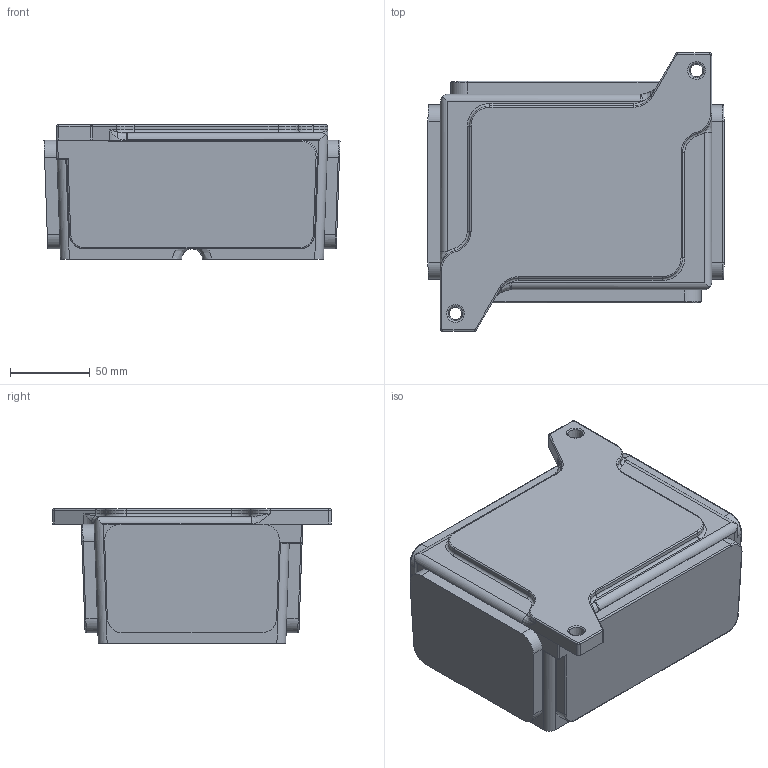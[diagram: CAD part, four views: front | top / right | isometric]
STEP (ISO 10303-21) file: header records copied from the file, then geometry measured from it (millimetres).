
FILE_DESCRIPTION(/* description */ ('SWB-18 BOX AS MACHINED'),/* implementation_level */ '2;1');
FILE_NAME(/* name */ 'KIL_SWB-18.stp',/* time_stamp */ '2017-05-02T20:57:22+05:00',/* author */ ('ypadmaraja'),/* organization */ (''),/* preprocessor_version */ 'ST-DEVELOPER v16.1',/* originating_system */ 'Autodesk Inventor 2016',/* authorisation */ '');
FILE_SCHEMA (('AUTOMOTIVE_DESIGN { 1 0 10303 214 3 1 1 }'));
Products named in the file (1): SWB-18
Bounding box: 185.71 x 174.62 x 84.14 mm (x, y, z)
Volume: 888196.4 mm3; surface area: 154728.8 mm2
Topology: 1 solids, 1 shells, 2406 faces, 6460 edges, 4236 vertices
Faces by surface type: plane 1237, bspline 957, cylinder 161, torus 43, cone 6, sphere 2
Full cylindrical faces by diameter (mm): 0.295 x1, 0.352 x1, 2.588 x1, 2.642 x4, 3.175 x1, 4.978 x10
Entity records: 87348 total; most frequent: CARTESIAN_POINT 31224, ORIENTED_EDGE 12788, DIRECTION 7859, EDGE_CURVE 6394, VERTEX_POINT 4217, LINE 4087, VECTOR 4087, EDGE_LOOP 2647
